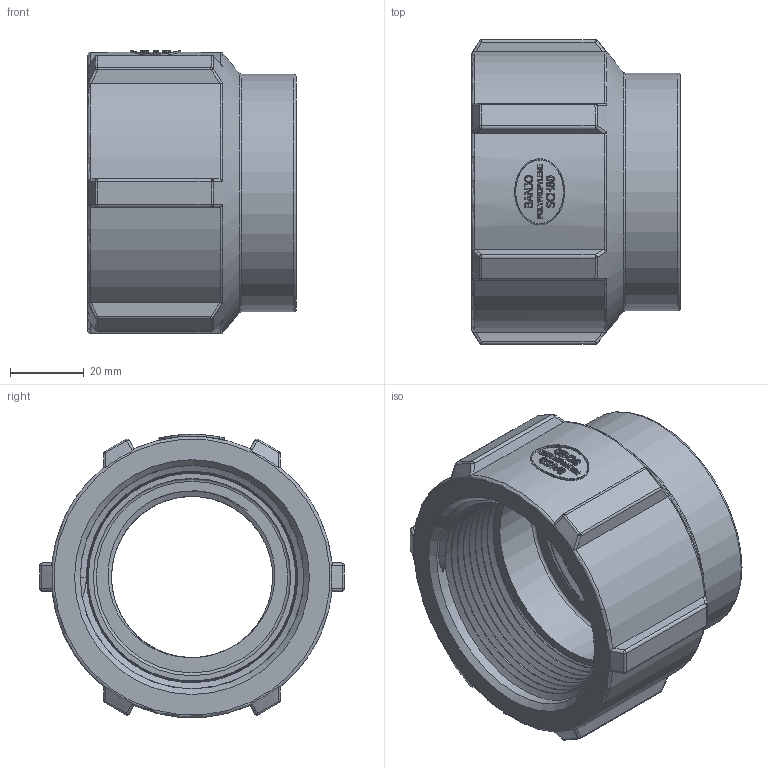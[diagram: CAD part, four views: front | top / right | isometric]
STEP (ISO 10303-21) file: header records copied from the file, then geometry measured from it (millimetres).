
FILE_DESCRIPTION(/* description */ ('2" X 1 1/2" REDUCER COUPLING'),/* implementation_level */ '2;1');
FILE_NAME(/* name */ 'RC200-150.stp',/* time_stamp */ '2013-11-11T13:33:51-05:00',/* author */ ('DTruax'),/* organization */ (''),/* preprocessor_version */ 'ST-DEVELOPER v15.2',/* originating_system */ 'Autodesk Inventor 2014',/* authorisation */ '');
FILE_SCHEMA (('AUTOMOTIVE_DESIGN { 1 0 10303 214 3 1 1 }'));
Products named in the file (1): RC200-150
Bounding box: 56.39 x 82.42 x 76.63 mm (x, y, z)
Volume: 114934.1 mm3; surface area: 32780.4 mm2
Topology: 1 solids, 1 shells, 506 faces, 1306 edges, 842 vertices
Faces by surface type: bspline 219, plane 161, cylinder 60, cone 32, sphere 24, torus 10
Full cylindrical faces by diameter (mm): 53.34 x1, 64.262 x1
Entity records: 63822 total; most frequent: CARTESIAN_POINT 53672, ORIENTED_EDGE 2488, DIRECTION 1376, EDGE_CURVE 1244, VERTEX_POINT 808, B_SPLINE_CURVE_WITH_KNOTS 614, EDGE_LOOP 542, ADVANCED_FACE 489
